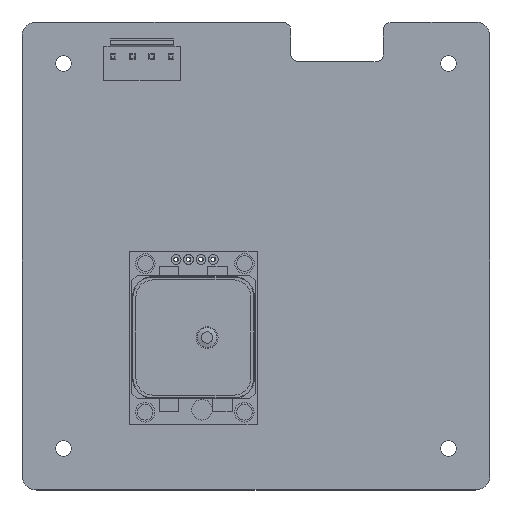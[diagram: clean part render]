
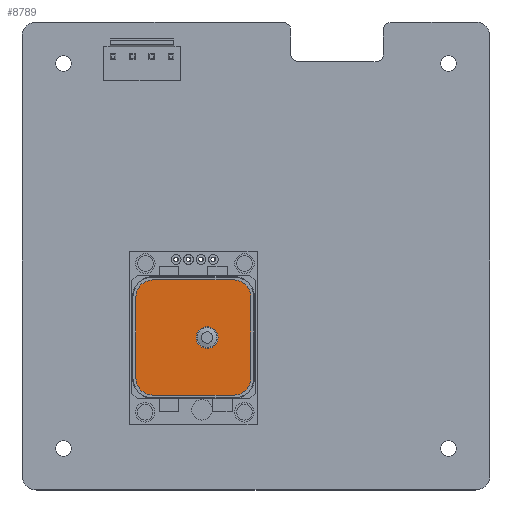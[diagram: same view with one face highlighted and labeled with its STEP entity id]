
A CAD part, top view. The second image highlights one B-rep face of the part: STEP entity #8789.
In plain terms, the highlighted face is planar.
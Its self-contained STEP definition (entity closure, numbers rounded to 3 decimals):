
#8789 = ADVANCED_FACE('',(#8790,#8860),#8871,.T.);
#8790 = FACE_BOUND('',#8791,.T.);
#8791 = EDGE_LOOP('',(#8792,#8803,#8811,#8820,#8828,#8837,#8845,#8854));
#8792 = ORIENTED_EDGE('',*,*,#8793,.T.);
#8793 = EDGE_CURVE('',#8794,#8796,#8798,.T.);
#8794 = VERTEX_POINT('',#8795);
#8795 = CARTESIAN_POINT('',(9.909,-8.791,
    10.76));
#8796 = VERTEX_POINT('',#8797);
#8797 = CARTESIAN_POINT('',(13.379,-8.791,
    14.23));
#8798 = CIRCLE('',#8799,3.47);
#8799 = AXIS2_PLACEMENT_3D('',#8800,#8801,#8802);
#8800 = CARTESIAN_POINT('',(9.909,-8.791,
    14.23));
#8801 = DIRECTION('',(0.,-1.,0.));
#8802 = DIRECTION('',(0.,0.,1.));
#8803 = ORIENTED_EDGE('',*,*,#8804,.T.);
#8804 = EDGE_CURVE('',#8796,#8805,#8807,.T.);
#8805 = VERTEX_POINT('',#8806);
#8806 = CARTESIAN_POINT('',(13.379,-8.791,
    30.89));
#8807 = LINE('',#8808,#8809);
#8808 = CARTESIAN_POINT('',(13.379,-8.791,
    14.23));
#8809 = VECTOR('',#8810,1.);
#8810 = DIRECTION('',(0.,0.,1.));
#8811 = ORIENTED_EDGE('',*,*,#8812,.T.);
#8812 = EDGE_CURVE('',#8805,#8813,#8815,.T.);
#8813 = VERTEX_POINT('',#8814);
#8814 = CARTESIAN_POINT('',(9.909,-8.791,
    34.36));
#8815 = CIRCLE('',#8816,3.47);
#8816 = AXIS2_PLACEMENT_3D('',#8817,#8818,#8819);
#8817 = CARTESIAN_POINT('',(9.909,-8.791,
    30.89));
#8818 = DIRECTION('',(0.,-1.,0.));
#8819 = DIRECTION('',(0.,0.,1.));
#8820 = ORIENTED_EDGE('',*,*,#8821,.T.);
#8821 = EDGE_CURVE('',#8813,#8822,#8824,.T.);
#8822 = VERTEX_POINT('',#8823);
#8823 = CARTESIAN_POINT('',(-6.751,-8.791,
    34.36));
#8824 = LINE('',#8825,#8826);
#8825 = CARTESIAN_POINT('',(9.909,-8.791,
    34.36));
#8826 = VECTOR('',#8827,1.);
#8827 = DIRECTION('',(-1.,0.,0.));
#8828 = ORIENTED_EDGE('',*,*,#8829,.T.);
#8829 = EDGE_CURVE('',#8822,#8830,#8832,.T.);
#8830 = VERTEX_POINT('',#8831);
#8831 = CARTESIAN_POINT('',(-10.221,-8.791,
    30.89));
#8832 = CIRCLE('',#8833,3.47);
#8833 = AXIS2_PLACEMENT_3D('',#8834,#8835,#8836);
#8834 = CARTESIAN_POINT('',(-6.751,-8.791,
    30.89));
#8835 = DIRECTION('',(0.,-1.,0.));
#8836 = DIRECTION('',(0.,0.,1.));
#8837 = ORIENTED_EDGE('',*,*,#8838,.T.);
#8838 = EDGE_CURVE('',#8830,#8839,#8841,.T.);
#8839 = VERTEX_POINT('',#8840);
#8840 = CARTESIAN_POINT('',(-10.221,-8.791,
    14.23));
#8841 = LINE('',#8842,#8843);
#8842 = CARTESIAN_POINT('',(-10.221,-8.791,
    30.89));
#8843 = VECTOR('',#8844,1.);
#8844 = DIRECTION('',(0.,-0.,-1.));
#8845 = ORIENTED_EDGE('',*,*,#8846,.T.);
#8846 = EDGE_CURVE('',#8839,#8847,#8849,.T.);
#8847 = VERTEX_POINT('',#8848);
#8848 = CARTESIAN_POINT('',(-6.751,-8.791,
    10.76));
#8849 = CIRCLE('',#8850,3.47);
#8850 = AXIS2_PLACEMENT_3D('',#8851,#8852,#8853);
#8851 = CARTESIAN_POINT('',(-6.751,-8.791,
    14.23));
#8852 = DIRECTION('',(0.,-1.,0.));
#8853 = DIRECTION('',(0.,0.,1.));
#8854 = ORIENTED_EDGE('',*,*,#8855,.T.);
#8855 = EDGE_CURVE('',#8847,#8794,#8856,.T.);
#8856 = LINE('',#8857,#8858);
#8857 = CARTESIAN_POINT('',(-6.751,-8.791,
    10.76));
#8858 = VECTOR('',#8859,1.);
#8859 = DIRECTION('',(1.,0.,0.));
#8860 = FACE_BOUND('',#8861,.T.);
#8861 = EDGE_LOOP('',(#8862));
#8862 = ORIENTED_EDGE('',*,*,#8863,.F.);
#8863 = EDGE_CURVE('',#8864,#8864,#8866,.T.);
#8864 = VERTEX_POINT('',#8865);
#8865 = CARTESIAN_POINT('',(1.579,-8.791,
    22.01));
#8866 = CIRCLE('',#8867,2.25);
#8867 = AXIS2_PLACEMENT_3D('',#8868,#8869,#8870);
#8868 = CARTESIAN_POINT('',(1.579,-8.791,
    19.76));
#8869 = DIRECTION('',(0.,-1.,0.));
#8870 = DIRECTION('',(0.,0.,1.));
#8871 = PLANE('',#8872);
#8872 = AXIS2_PLACEMENT_3D('',#8873,#8874,#8875);
#8873 = CARTESIAN_POINT('',(9.909,-8.791,
    14.23));
#8874 = DIRECTION('',(0.,-1.,0.));
#8875 = DIRECTION('',(0.,0.,1.));
